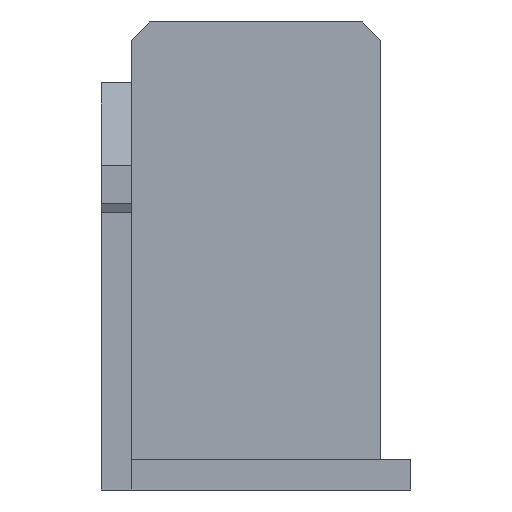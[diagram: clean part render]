
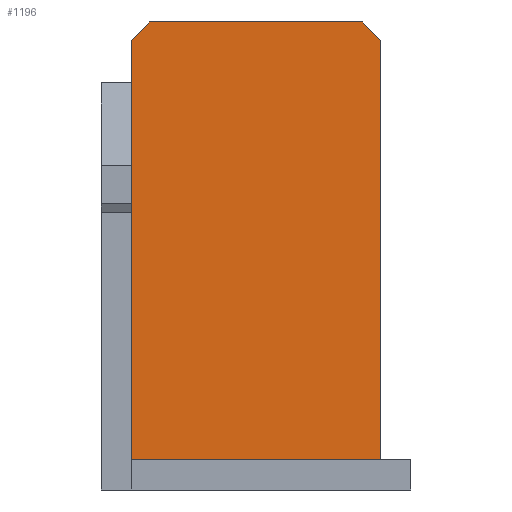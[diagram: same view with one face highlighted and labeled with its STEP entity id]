
A CAD part, left-side view. The second image highlights one B-rep face of the part: STEP entity #1196.
In plain terms, the highlighted planar face has unit normal (-1, 0, 0).
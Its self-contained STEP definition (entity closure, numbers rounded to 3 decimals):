
#58 = CARTESIAN_POINT ( 'NONE',  ( 0., 4.1, 0. ) ) ;
#108 = LINE ( 'NONE', #2498, #546 ) ;
#140 = VECTOR ( 'NONE', #1787, 1000. ) ;
#145 = CARTESIAN_POINT ( 'NONE',  ( 0., 0., -7.2 ) ) ;
#152 = VECTOR ( 'NONE', #1567, 1000. ) ;
#233 = CARTESIAN_POINT ( 'NONE',  ( 0., 4.1, -7.2 ) ) ;
#283 = DIRECTION ( 'NONE',  ( 0., -1., 0. ) ) ;
#479 = CARTESIAN_POINT ( 'NONE',  ( 0., 4.1, -0.3 ) ) ;
#546 = VECTOR ( 'NONE', #822, 1000. ) ;
#622 = VERTEX_POINT ( 'NONE', #2447 ) ;
#680 = DIRECTION ( 'NONE',  ( 0., 0.707, 0.707 ) ) ;
#786 = VERTEX_POINT ( 'NONE', #479 ) ;
#820 = LINE ( 'NONE', #58, #140 ) ;
#822 = DIRECTION ( 'NONE',  ( 0., 0., 1. ) ) ;
#905 = VERTEX_POINT ( 'NONE', #1036 ) ;
#945 = AXIS2_PLACEMENT_3D ( 'NONE', #2972, #2507, #1590 ) ;
#963 = EDGE_CURVE ( 'NONE', #622, #905, #820, .T. ) ;
#1036 = CARTESIAN_POINT ( 'NONE',  ( 0., 0.3, 0. ) ) ;
#1073 = CARTESIAN_POINT ( 'NONE',  ( 0., 0., -0.3 ) ) ;
#1170 = CARTESIAN_POINT ( 'NONE',  ( 0., -1.4, -1.7 ) ) ;
#1196 = ADVANCED_FACE ( 'NONE', ( #1283 ), #2558, .T. ) ;
#1200 = EDGE_LOOP ( 'NONE', ( #2283, #1975, #3058, #2711, #1405, #1797 ) ) ;
#1283 = FACE_OUTER_BOUND ( 'NONE', #1200, .T. ) ;
#1335 = LINE ( 'NONE', #1170, #3088 ) ;
#1405 = ORIENTED_EDGE ( 'NONE', *, *, #1956, .T. ) ;
#1432 = CARTESIAN_POINT ( 'NONE',  ( 0., 4.1, -7.2 ) ) ;
#1456 = LINE ( 'NONE', #233, #3143 ) ;
#1567 = DIRECTION ( 'NONE',  ( 0., 0.707, -0.707 ) ) ;
#1590 = DIRECTION ( 'NONE',  ( 0., -1., 0. ) ) ;
#1787 = DIRECTION ( 'NONE',  ( 0., -1., 0. ) ) ;
#1797 = ORIENTED_EDGE ( 'NONE', *, *, #2481, .T. ) ;
#1953 = CARTESIAN_POINT ( 'NONE',  ( 0., 4.1, -7.2 ) ) ;
#1956 = EDGE_CURVE ( 'NONE', #2847, #3138, #108, .T. ) ;
#1975 = ORIENTED_EDGE ( 'NONE', *, *, #3120, .T. ) ;
#2200 = LINE ( 'NONE', #1432, #3038 ) ;
#2248 = EDGE_CURVE ( 'NONE', #2649, #786, #2200, .T. ) ;
#2264 = CARTESIAN_POINT ( 'NONE',  ( 0., 7.55, -3.75 ) ) ;
#2283 = ORIENTED_EDGE ( 'NONE', *, *, #963, .F. ) ;
#2447 = CARTESIAN_POINT ( 'NONE',  ( 0., 3.8, 0. ) ) ;
#2481 = EDGE_CURVE ( 'NONE', #3138, #905, #1335, .T. ) ;
#2498 = CARTESIAN_POINT ( 'NONE',  ( 0., 0., -7.2 ) ) ;
#2507 = DIRECTION ( 'NONE',  ( -1., 0., 0. ) ) ;
#2558 = PLANE ( 'NONE',  #945 ) ;
#2649 = VERTEX_POINT ( 'NONE', #1953 ) ;
#2711 = ORIENTED_EDGE ( 'NONE', *, *, #3009, .T. ) ;
#2727 = LINE ( 'NONE', #2264, #152 ) ;
#2847 = VERTEX_POINT ( 'NONE', #145 ) ;
#2931 = DIRECTION ( 'NONE',  ( 0., 0., 1. ) ) ;
#2972 = CARTESIAN_POINT ( 'NONE',  ( 0., 4.1, -7.2 ) ) ;
#3009 = EDGE_CURVE ( 'NONE', #2649, #2847, #1456, .T. ) ;
#3038 = VECTOR ( 'NONE', #2931, 1000. ) ;
#3058 = ORIENTED_EDGE ( 'NONE', *, *, #2248, .F. ) ;
#3088 = VECTOR ( 'NONE', #680, 1000. ) ;
#3120 = EDGE_CURVE ( 'NONE', #622, #786, #2727, .T. ) ;
#3138 = VERTEX_POINT ( 'NONE', #1073 ) ;
#3143 = VECTOR ( 'NONE', #283, 1000. ) ;
